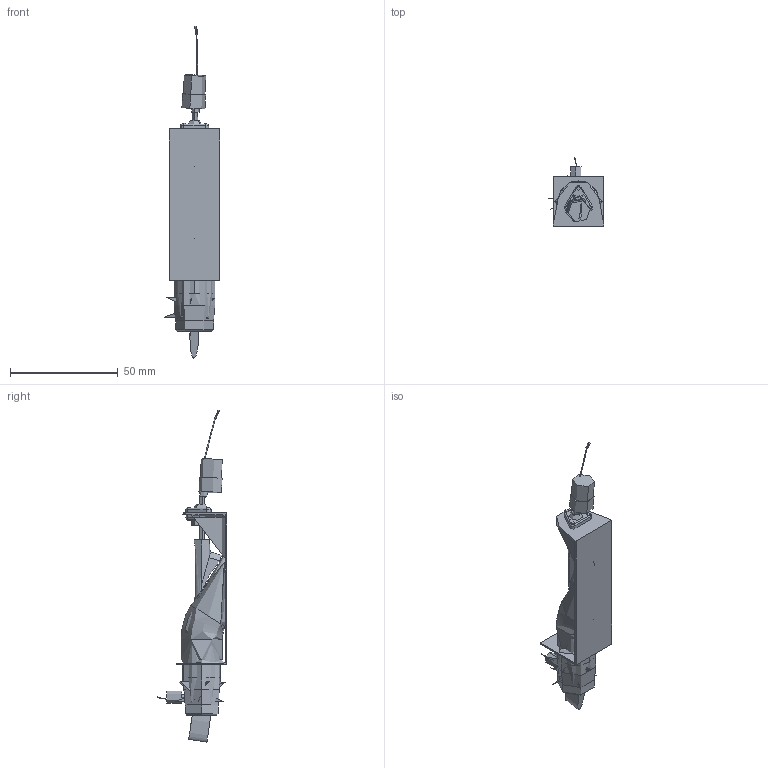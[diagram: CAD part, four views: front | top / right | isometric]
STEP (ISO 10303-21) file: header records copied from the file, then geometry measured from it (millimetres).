
FILE_DESCRIPTION (( 'STEP AP214' ), '1' );
FILE_NAME ('Propeller final.STEP', '2021-06-05T16:25:22', ( '' ), ( '' ), 'SwSTEP 2.0', 'SolidWorks 2020', '' );
FILE_SCHEMA (( 'AUTOMOTIVE_DESIGN' ));
Length unit declared in the file: centimetre
Products named in the file (1): Propeller final
Bounding box: 25.8 x 32.32 x 153.84 mm (x, y, z)
Volume: 8043.9 mm3
Topology: 7 solids, 23 shells, 290 faces, 726 edges, 486 vertices
Faces by surface type: plane 116, cylinder 92, bspline 48, torus 24, cone 10
Full cylindrical faces by diameter (mm): 5.226 x5
Entity records: 27145 total; most frequent: CARTESIAN_POINT 17473, ORIENTED_EDGE 1384, DIRECTION 1195, EDGE_CURVE 692, AXIS2_PLACEMENT_3D 447, VERTEX_POINT 446, EDGE_LOOP 328, VECTOR 301
